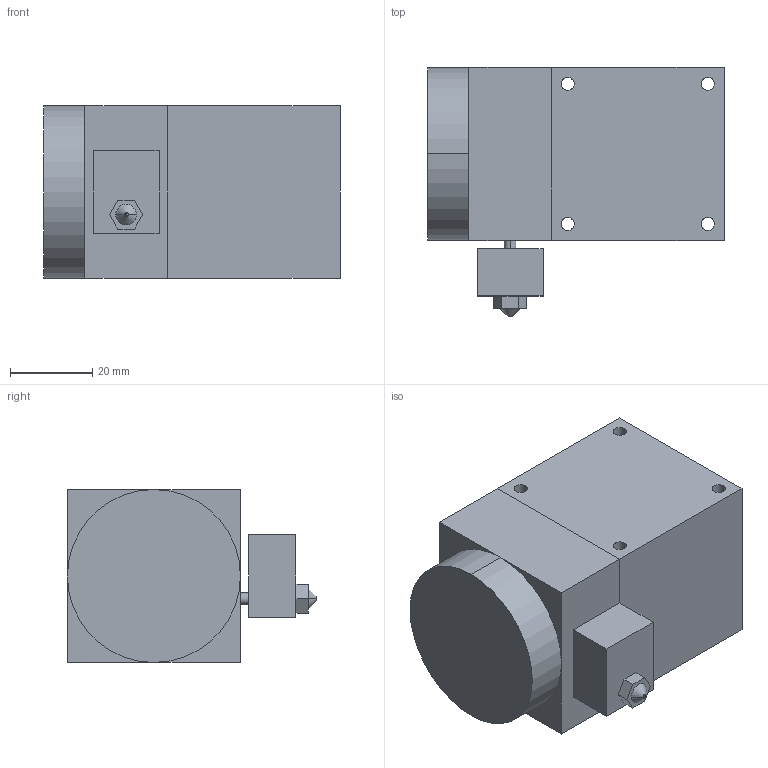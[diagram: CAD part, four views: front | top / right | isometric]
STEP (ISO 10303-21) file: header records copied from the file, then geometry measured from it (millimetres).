
FILE_DESCRIPTION (( 'STEP AP214' ), '1' );
FILE_NAME ('E3D Hermes.step', '2019-11-11T12:49:49', ( '' ), ( '' ), 'SwSTEP 2.0', 'SolidWorks 2019', '' );
FILE_SCHEMA (( 'AUTOMOTIVE_DESIGN' ));
Length unit declared in the file: millimetre
Products named in the file (5): e3d nozzle (0.4); Fan; Extruder Adapter; Motor; E3D Hermes
Assembly tree (4 placements, depth 2):
  E3D Hermes
    Motor
    Extruder Adapter
    e3d nozzle (0.4)
    Fan
Bounding box: 72 x 60.5 x 42 mm (x, y, z)
Volume: 125868.2 mm3; surface area: 25042.2 mm2
Topology: 4 solids, 4 shells, 63 faces, 138 edges, 88 vertices
Faces by surface type: plane 31, cylinder 22, cone 10
Entity records: 1946 total; most frequent: DIRECTION 330, CARTESIAN_POINT 296, ORIENTED_EDGE 276, EDGE_CURVE 138, AXIS2_PLACEMENT_3D 122, VERTEX_POINT 88, LINE 86, VECTOR 86
